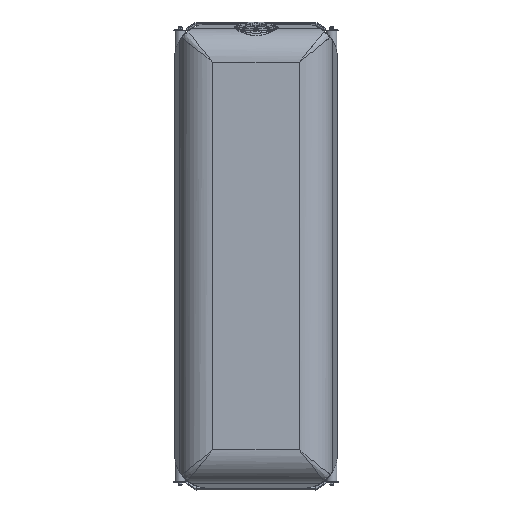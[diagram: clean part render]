
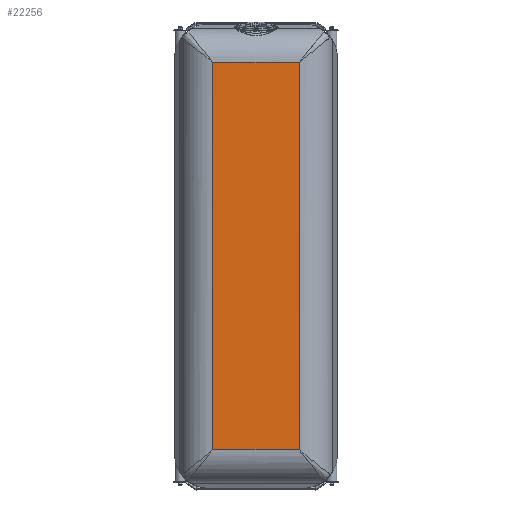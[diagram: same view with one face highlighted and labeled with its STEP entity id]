
A CAD part, front view. The second image highlights one B-rep face of the part: STEP entity #22256.
In plain terms, the highlighted planar face has unit normal (0, -1, 0).
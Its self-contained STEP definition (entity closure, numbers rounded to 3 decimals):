
#1001=PLANE('',#23979);
#1997=FACE_OUTER_BOUND('',#3360,.T.);
#3360=EDGE_LOOP('',(#17810,#17811,#17812,#17813));
#6275=LINE('',#45713,#7720);
#6491=LINE('',#53556,#7936);
#6494=LINE('',#53662,#7939);
#6502=LINE('',#54062,#7947);
#7720=VECTOR('',#26355,10.);
#7936=VECTOR('',#26971,10.);
#7939=VECTOR('',#26982,10.);
#7947=VECTOR('',#27000,10.);
#9480=VERTEX_POINT('',#45710);
#9481=VERTEX_POINT('',#45712);
#9854=VERTEX_POINT('',#53555);
#9861=VERTEX_POINT('',#53660);
#11986=EDGE_CURVE('',#9480,#9481,#6275,.T.);
#12549=EDGE_CURVE('',#9481,#9854,#6491,.T.);
#12559=EDGE_CURVE('',#9861,#9480,#6494,.T.);
#12593=EDGE_CURVE('',#9854,#9861,#6502,.T.);
#17810=ORIENTED_EDGE('',*,*,#11986,.F.);
#17811=ORIENTED_EDGE('',*,*,#12559,.F.);
#17812=ORIENTED_EDGE('',*,*,#12593,.F.);
#17813=ORIENTED_EDGE('',*,*,#12549,.F.);
#22256=ADVANCED_FACE('',(#1997),#1001,.T.);
#23979=AXIS2_PLACEMENT_3D('',#55232,#27215,#27216);
#26355=DIRECTION('',(1.,0.,0.));
#26971=DIRECTION('',(0.,0.,-1.));
#26982=DIRECTION('',(0.,0.,1.));
#27000=DIRECTION('',(-1.,0.,0.));
#27215=DIRECTION('center_axis',(0.,-1.,0.));
#27216=DIRECTION('ref_axis',(1.,0.,0.));
#45710=CARTESIAN_POINT('',(-191.358,-800.,857.358));
#45712=CARTESIAN_POINT('',(191.358,-800.,857.358));
#45713=CARTESIAN_POINT('',(191.358,-800.,857.358));
#53555=CARTESIAN_POINT('',(191.358,-800.,-857.358));
#53556=CARTESIAN_POINT('',(191.358,-800.,-857.358));
#53660=CARTESIAN_POINT('',(-191.358,-800.,-857.358));
#53662=CARTESIAN_POINT('',(-191.358,-800.,1026.));
#54062=CARTESIAN_POINT('',(-191.358,-800.,-857.358));
#55232=CARTESIAN_POINT('Origin',(-360.,-800.,0.));
